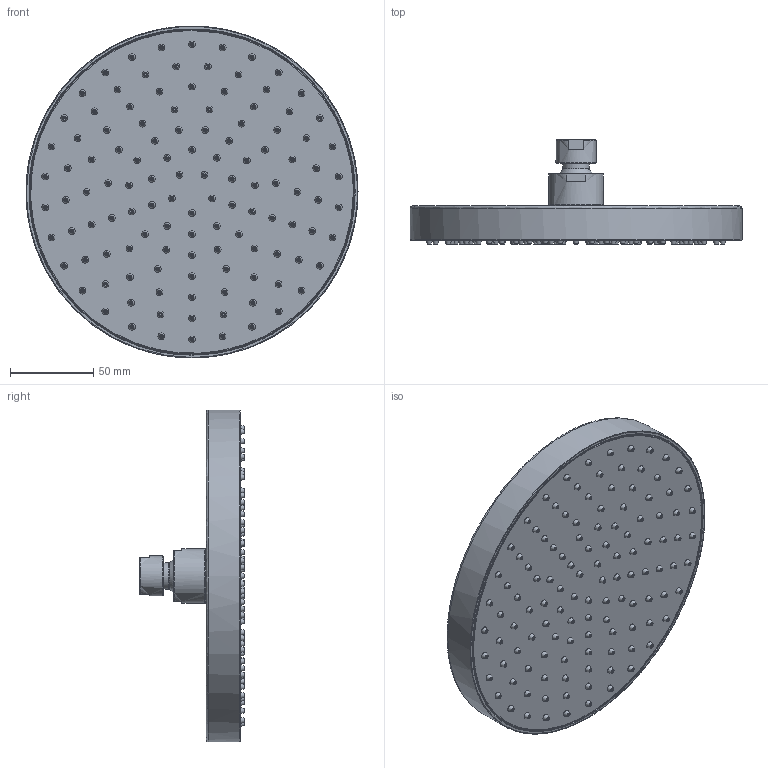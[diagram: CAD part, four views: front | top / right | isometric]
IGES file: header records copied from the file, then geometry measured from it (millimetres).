
Global section: file name: V178-B; native system: Autodesk Inventor 2018; preprocessor: unknown; author: adaniels; date: 20190708.093247; units: millimetre
Bounding box: 200 x 63 x 199.94 mm (x, y, z)
Volume: 673433.5 mm3; surface area: 87526.6 mm2
Topology: 3 solids, 7 shells, 615 faces, 1142 edges, 773 vertices
Faces by surface type: bspline 615
